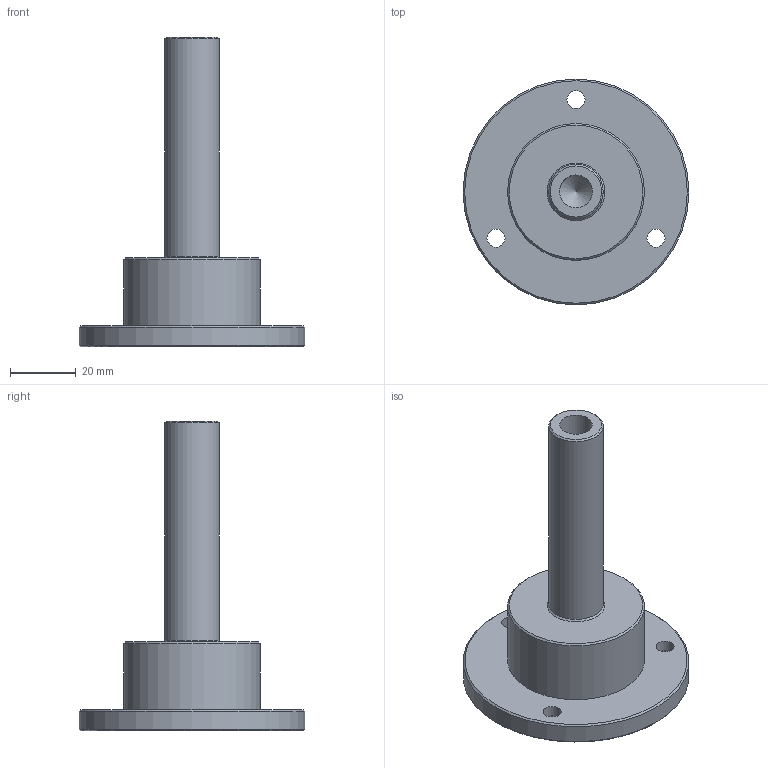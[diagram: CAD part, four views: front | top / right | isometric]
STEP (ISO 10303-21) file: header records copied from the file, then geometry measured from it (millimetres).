
FILE_DESCRIPTION(/* description */ ('Alibre Inc.'),/* implementation_level */ '2;1');
FILE_NAME(/* name */ 'export-24E24ED5-FC70-4784-8FD8-5CADE51B5A8B',/* time_stamp */ '2021-04-26T10:35:09+02:00',/* author */ (''),/* organization */ (''),/* preprocessor_version */ 'ST-DEVELOPER v17',/* originating_system */ 'Alibre',/* authorisation */ '');
FILE_SCHEMA (('CONFIG_CONTROL_DESIGN'));
Length unit declared in the file: centimetre
Products named in the file (1): ID_1
Bounding box: 68.5 x 68.5 x 94 mm (x, y, z)
Volume: 54189.8 mm3; surface area: 16912.7 mm2
Topology: 1 solids, 1 shells, 23 faces, 54 edges, 33 vertices
Faces by surface type: cone 10, cylinder 8, plane 5
Full cylindrical faces by diameter (mm): 5.5 x3, 10 x1, 16.5 x1, 35.5 x1, 41.5 x1, 68.5 x1
Entity records: 583 total; most frequent: DIRECTION 91, CARTESIAN_POINT 74, ORIENTED_EDGE 56, FACE_BOUND 48, AXIS2_PLACEMENT_3D 48, EDGE_LOOP 47, EDGE_CURVE 28, VERTEX_POINT 26
